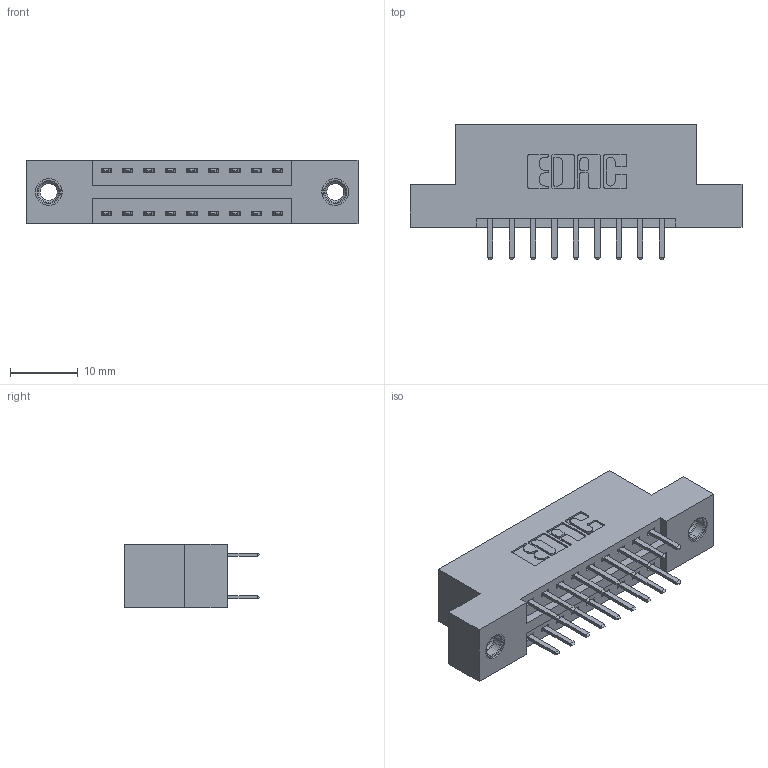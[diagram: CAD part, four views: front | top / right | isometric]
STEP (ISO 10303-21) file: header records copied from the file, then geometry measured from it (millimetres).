
FILE_DESCRIPTION (( 'STEP AP203' ), '1' );
FILE_NAME ('396-018-520-207.STEP', '2018-09-01T01:27:01', ( '' ), ( '' ), 'SwSTEP 2.0', 'SolidWorks 2016', '' );
FILE_SCHEMA (( 'CONFIG_CONTROL_DESIGN' ));
Length unit declared in the file: inch
Products named in the file (4): 345-250-001_345-250-005-103; 396-018-520-207; 346 Part_Flush Mounting Lugs - 0.156 Dia-TI; 345-292-001_345-293-120
Assembly tree (21 placements, depth 2):
  396-018-520-207
    346 Part_Flush Mounting Lugs - 0.156 Dia-TI
    345-292-001_345-293-120  x18
    345-250-001_345-250-005-103  x2
Bounding box: 49.15 x 20.02 x 9.4 mm (x, y, z)
Volume: 4514.9 mm3; surface area: 5702.6 mm2
Topology: 21 solids, 21 shells, 1190 faces, 3399 edges, 2210 vertices
Faces by surface type: plane 774, cylinder 400, cone 12, torus 4
Entity records: 11616 total; most frequent: CARTESIAN_POINT 1955, ORIENTED_EDGE 1870, DIRECTION 1789, EDGE_CURVE 935, LINE 743, VECTOR 743, VERTEX_POINT 616, AXIS2_PLACEMENT_3D 523
